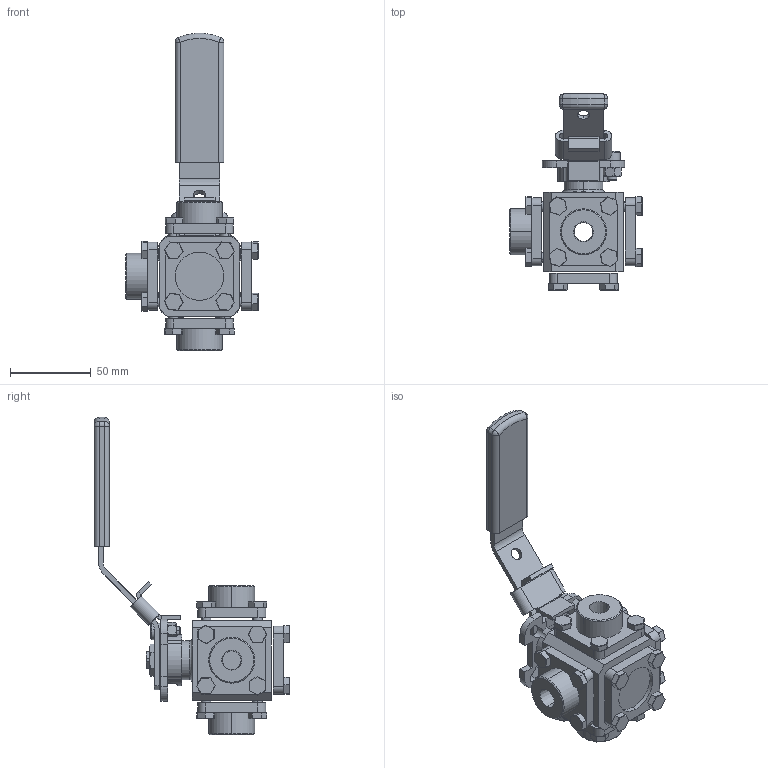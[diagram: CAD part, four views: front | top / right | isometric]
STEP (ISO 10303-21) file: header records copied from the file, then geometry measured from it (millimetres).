
FILE_DESCRIPTION (( 'STEP AP214' ), '1' );
FILE_NAME ('33-TH-0025-XXX.step', '2019-09-30T20:18:53', ( '' ), ( '' ), 'SwSTEP 2.0', 'SolidWorks 2019', '' );
FILE_SCHEMA (( 'AUTOMOTIVE_DESIGN' ));
Length unit declared in the file: inch
Products named in the file (2): 33-TH-0025-XXX
Bounding box: 81.75 x 121.06 x 195.93 mm (x, y, z)
Surface area: 66324.1 mm2 (no closed solid volume)
Topology: 0 solids, 49 shells, 637 faces, 1778 edges, 1173 vertices
Faces by surface type: plane 482, cylinder 118, cone 29, torus 4, sphere 4
Entity records: 28642 total; most frequent: CARTESIAN_POINT 3942, DIRECTION 3456, ORIENTED_EDGE 3041, EDGE_CURVE 1772, VECTOR 1274, LINE 1274, VERTEX_POINT 1173, AXIS2_PLACEMENT_3D 1091
